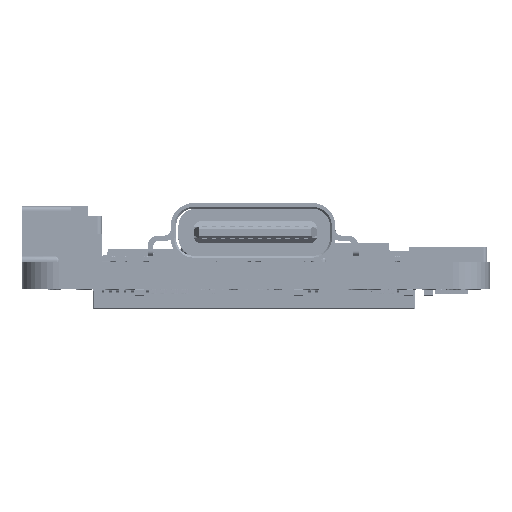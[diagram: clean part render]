
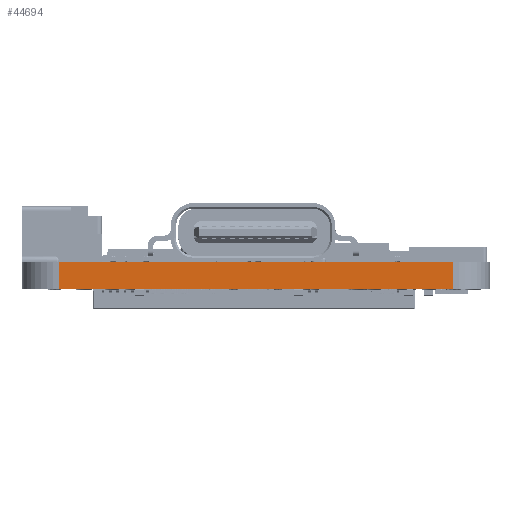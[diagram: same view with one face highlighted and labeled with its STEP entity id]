
A CAD part, left-side view. The second image highlights one B-rep face of the part: STEP entity #44694.
In plain terms, the highlighted planar face has unit normal (-1, 0, 0).
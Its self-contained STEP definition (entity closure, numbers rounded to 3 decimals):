
#6404=FACE_OUTER_BOUND('',#9167,.T.);
#9167=EDGE_LOOP('',(#38022,#38023,#38024,#38025));
#14065=LINE('',#61667,#15008);
#14078=LINE('',#61693,#15014);
#14079=LINE('',#61695,#15008);
#14080=LINE('',#61695,#15014);
#15008=VECTOR('',#49211,10.);
#15014=VECTOR('',#49257,10.);
#19079=VERTEX_POINT('',#61667);
#19080=VERTEX_POINT('',#61669);
#19096=VERTEX_POINT('',#61693);
#19097=VERTEX_POINT('',#61695);
#25522=EDGE_CURVE('',#19079,#19080,#14065,.T.);
#25547=EDGE_CURVE('',#19096,#19080,#14078,.T.);
#25548=EDGE_CURVE('',#19097,#19096,#14079,.T.);
#25549=EDGE_CURVE('',#19097,#19079,#14080,.T.);
#38022=ORIENTED_EDGE('',*,*,#25548,.T.);
#38023=ORIENTED_EDGE('',*,*,#25547,.T.);
#38024=ORIENTED_EDGE('',*,*,#25522,.F.);
#38025=ORIENTED_EDGE('',*,*,#25549,.F.);
#42281=PLANE('',#48108);
#44694=ADVANCED_FACE('',(#6404),#42281,.T.);
#48108=AXIS2_PLACEMENT_3D('',#61694,#49230,#49376);
#49211=DIRECTION('',(0.,-1.,0.));
#49230=DIRECTION('center_axis',(-1.,0.,0.));
#49257=DIRECTION('',(0.,0.,1.));
#49376=DIRECTION('ref_axis',(0.,-1.,0.));
#61667=CARTESIAN_POINT('',(-33.02,10.67,1.5));
#61669=CARTESIAN_POINT('',(-33.02,-10.67,1.5));
#61693=CARTESIAN_POINT('',(-33.02,-10.67,0.));
#61694=CARTESIAN_POINT('Origin',(-33.02,10.67,0.));
#61695=CARTESIAN_POINT('',(-33.02,10.67,0.));
